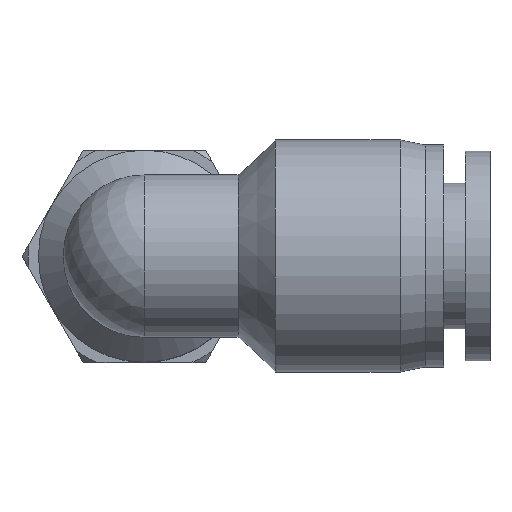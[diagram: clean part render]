
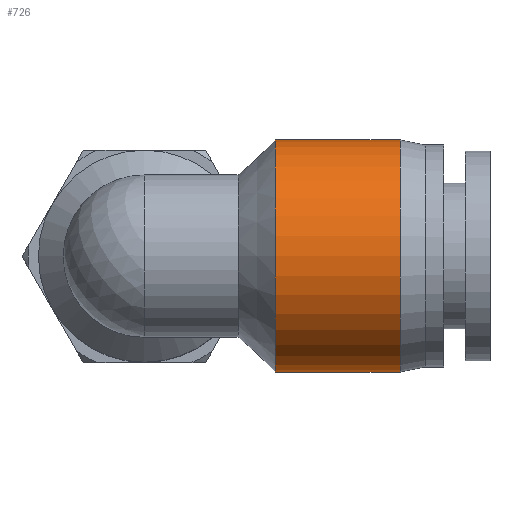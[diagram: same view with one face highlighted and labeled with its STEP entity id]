
A CAD part, top view. The second image highlights one B-rep face of the part: STEP entity #726.
In plain terms, the highlighted cylindrical face has radius 9.3 mm (diameter 18.6 mm), a full revolution.
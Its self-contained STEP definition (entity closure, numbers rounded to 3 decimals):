
#118=FACE_OUTER_BOUND('',#167,.T.);
#167=EDGE_LOOP('',(#632,#633,#634,#635,#636,#637));
#207=LINE('',#1277,#244);
#244=VECTOR('',#999,9.3);
#282=CIRCLE('',#804,9.3);
#283=CIRCLE('',#805,9.3);
#284=CIRCLE('',#807,9.3);
#285=CIRCLE('',#808,9.3);
#350=VERTEX_POINT('',#1270);
#351=VERTEX_POINT('',#1272);
#352=VERTEX_POINT('',#1276);
#353=VERTEX_POINT('',#1278);
#448=EDGE_CURVE('',#350,#351,#282,.T.);
#449=EDGE_CURVE('',#351,#350,#283,.T.);
#450=EDGE_CURVE('',#351,#352,#207,.T.);
#451=EDGE_CURVE('',#353,#352,#284,.T.);
#452=EDGE_CURVE('',#352,#353,#285,.T.);
#632=ORIENTED_EDGE('',*,*,#449,.F.);
#633=ORIENTED_EDGE('',*,*,#450,.T.);
#634=ORIENTED_EDGE('',*,*,#451,.F.);
#635=ORIENTED_EDGE('',*,*,#452,.F.);
#636=ORIENTED_EDGE('',*,*,#450,.F.);
#637=ORIENTED_EDGE('',*,*,#448,.F.);
#686=CYLINDRICAL_SURFACE('',#806,9.3);
#726=ADVANCED_FACE('',(#118),#686,.T.);
#804=AXIS2_PLACEMENT_3D('',#1273,#993,#994);
#805=AXIS2_PLACEMENT_3D('',#1274,#995,#996);
#806=AXIS2_PLACEMENT_3D('',#1275,#997,#998);
#807=AXIS2_PLACEMENT_3D('',#1279,#1000,#1001);
#808=AXIS2_PLACEMENT_3D('',#1280,#1002,#1003);
#993=DIRECTION('center_axis',(1.,0.,0.));
#994=DIRECTION('ref_axis',(0.,1.,0.));
#995=DIRECTION('center_axis',(1.,0.,0.));
#996=DIRECTION('ref_axis',(0.,1.,0.));
#997=DIRECTION('center_axis',(1.,0.,0.));
#998=DIRECTION('ref_axis',(0.,-1.,0.));
#999=DIRECTION('',(-1.,0.,0.));
#1000=DIRECTION('center_axis',(-1.,0.,0.));
#1001=DIRECTION('ref_axis',(0.,0.,1.));
#1002=DIRECTION('center_axis',(-1.,0.,0.));
#1003=DIRECTION('ref_axis',(0.,0.,1.));
#1270=CARTESIAN_POINT('',(20.5,0.,25.2));
#1272=CARTESIAN_POINT('',(20.5,9.3,34.5));
#1273=CARTESIAN_POINT('Origin',(20.5,0.,34.5));
#1274=CARTESIAN_POINT('Origin',(20.5,0.,34.5));
#1275=CARTESIAN_POINT('Origin',(10.5,0.,34.5));
#1276=CARTESIAN_POINT('',(10.5,9.3,34.5));
#1277=CARTESIAN_POINT('',(10.5,9.3,34.5));
#1278=CARTESIAN_POINT('',(10.5,0.,25.2));
#1279=CARTESIAN_POINT('Origin',(10.5,0.,34.5));
#1280=CARTESIAN_POINT('Origin',(10.5,0.,34.5));
